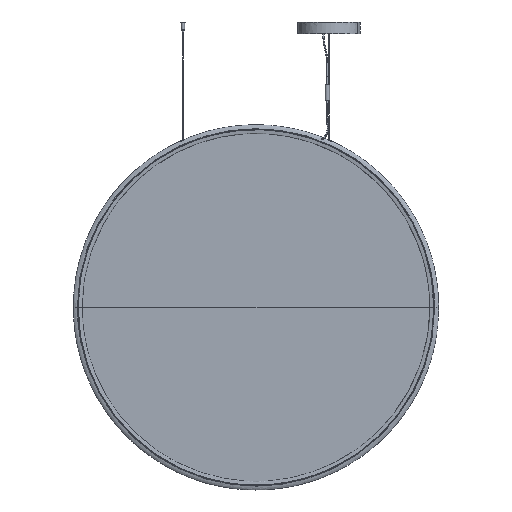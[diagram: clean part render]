
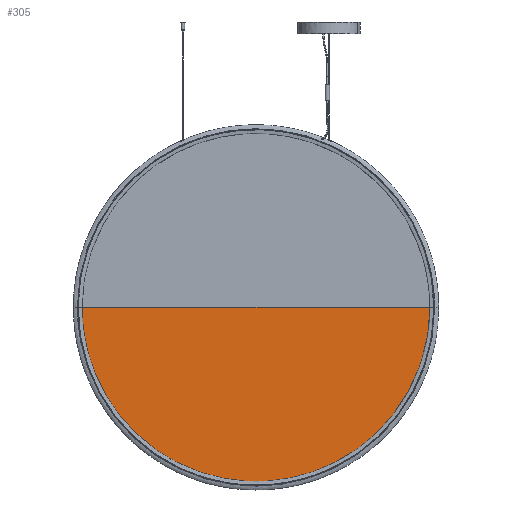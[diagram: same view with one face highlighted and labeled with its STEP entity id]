
A CAD part, front view. The second image highlights one B-rep face of the part: STEP entity #305.
In plain terms, the highlighted free-form (B-spline) face has degree [1, 2] with [2, 5] control points.
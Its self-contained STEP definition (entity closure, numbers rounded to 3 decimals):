
#305=ADVANCED_FACE($,(#497),#2471,.T.);
#497=FACE_OUTER_BOUND($,#692,.T.);
#692=EDGE_LOOP($,(#1411,#1412,#1413));
#1411=ORIENTED_EDGE($,*,*,#1960,.F.);
#1412=ORIENTED_EDGE($,*,*,#1959,.F.);
#1413=ORIENTED_EDGE($,*,*,#1967,.T.);
#1959=EDGE_CURVE($,#2268,#2269,#2876,.T.);
#1960=EDGE_CURVE($,#2269,#2270,#2877,.T.);
#1967=EDGE_CURVE($,#2268,#2270,#2884,.T.);
#2268=VERTEX_POINT($,#6878);
#2269=VERTEX_POINT($,#6879);
#2270=VERTEX_POINT($,#6880);
#2471=(
BOUNDED_SURFACE()
B_SPLINE_SURFACE(1,2,((#6848,#6849,#6850,#6851,#6852),(#6853,#6854,#6855,
#6856,#6857)),.UNSPECIFIED.,.F.,.F.,.F.)
B_SPLINE_SURFACE_WITH_KNOTS((2,2),(3,2,3),(0.,949.644),(0.,1343.,
2686.),.UNSPECIFIED.)
GEOMETRIC_REPRESENTATION_ITEM()
RATIONAL_B_SPLINE_SURFACE(((1.,0.707,1.,0.707,1.),
(1.,0.707,1.,0.707,1.)))
REPRESENTATION_ITEM($)
SURFACE()
);
#2876=(
BOUNDED_CURVE()
B_SPLINE_CURVE(1,(#6786,#6787),.UNSPECIFIED.,.F.,.F.)
B_SPLINE_CURVE_WITH_KNOTS((2,2),(0.,949.644),.UNSPECIFIED.)
CURVE()
GEOMETRIC_REPRESENTATION_ITEM()
RATIONAL_B_SPLINE_CURVE((1.,1.))
REPRESENTATION_ITEM($)
);
#2877=(
BOUNDED_CURVE()
B_SPLINE_CURVE(1,(#6788,#6789),.UNSPECIFIED.,.F.,.F.)
B_SPLINE_CURVE_WITH_KNOTS((2,2),(-949.644,0.),.UNSPECIFIED.)
CURVE()
GEOMETRIC_REPRESENTATION_ITEM()
RATIONAL_B_SPLINE_CURVE((1.,1.))
REPRESENTATION_ITEM($)
);
#2884=(
BOUNDED_CURVE()
B_SPLINE_CURVE(2,(#6808,#6809,#6810,#6811,#6812),.UNSPECIFIED.,.F.,.F.)
B_SPLINE_CURVE_WITH_KNOTS((3,2,3),(-2686.,-1343.,0.),
.UNSPECIFIED.)
CURVE()
GEOMETRIC_REPRESENTATION_ITEM()
RATIONAL_B_SPLINE_CURVE((1.,0.707,1.,0.707,1.))
REPRESENTATION_ITEM($)
);
#6786=CARTESIAN_POINT($,(-671.5,-1.,0.));
#6787=CARTESIAN_POINT($,(0.,-1.,0.));
#6788=CARTESIAN_POINT($,(0.,-1.,0.));
#6789=CARTESIAN_POINT($,(671.5,-1.,0.));
#6808=CARTESIAN_POINT($,(-671.5,-1.,0.));
#6809=CARTESIAN_POINT($,(-671.5,-1.,-671.5));
#6810=CARTESIAN_POINT($,(0.,-1.,-671.5));
#6811=CARTESIAN_POINT($,(671.5,-1.,-671.5));
#6812=CARTESIAN_POINT($,(671.5,-1.,0.));
#6848=CARTESIAN_POINT($,(671.5,-1.,0.));
#6849=CARTESIAN_POINT($,(671.5,-1.,-671.5));
#6850=CARTESIAN_POINT($,(0.,-1.,-671.5));
#6851=CARTESIAN_POINT($,(-671.5,-1.,-671.5));
#6852=CARTESIAN_POINT($,(-671.5,-1.,0.));
#6853=CARTESIAN_POINT($,(0.,-1.,0.));
#6854=CARTESIAN_POINT($,(0.,-1.,0.));
#6855=CARTESIAN_POINT($,(0.,-1.,0.));
#6856=CARTESIAN_POINT($,(0.,-1.,0.));
#6857=CARTESIAN_POINT($,(0.,-1.,0.));
#6878=CARTESIAN_POINT($,(-671.5,-1.,0.));
#6879=CARTESIAN_POINT($,(0.,-1.,0.));
#6880=CARTESIAN_POINT($,(671.5,-1.,0.));
